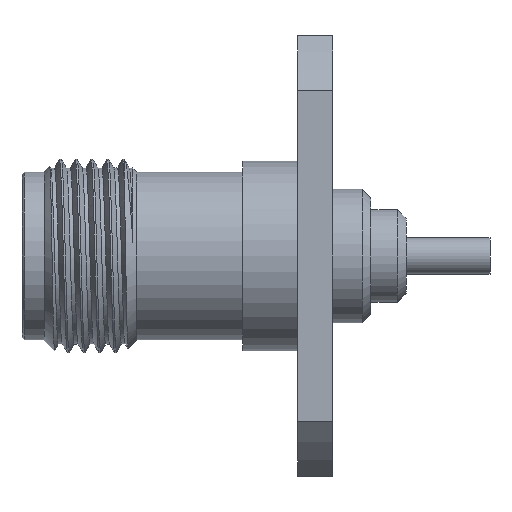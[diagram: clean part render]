
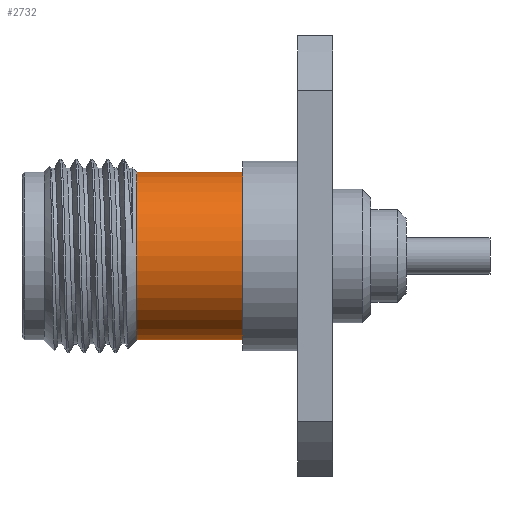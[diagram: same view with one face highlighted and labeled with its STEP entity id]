
A CAD part, front view. The second image highlights one B-rep face of the part: STEP entity #2732.
In plain terms, the highlighted cylindrical face has radius 4.826 mm (diameter 9.652 mm), a partial arc.
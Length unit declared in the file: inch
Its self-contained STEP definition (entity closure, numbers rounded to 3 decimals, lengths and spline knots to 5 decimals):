
#116 = DIRECTION ( 'NONE',  ( -1., 0., 0. ) ) ;
#172 = DIRECTION ( 'NONE',  ( -1., 0., 0. ) ) ;
#211 = FACE_OUTER_BOUND ( 'NONE', #5182, .T. ) ;
#330 = CARTESIAN_POINT ( 'NONE',  ( 0.26, 0., -0.19 ) ) ;
#532 = AXIS2_PLACEMENT_3D ( 'NONE', #3683, #5396, #3210 ) ;
#561 = CARTESIAN_POINT ( 'NONE',  ( 0.50024, 0., -0.19 ) ) ;
#734 = DIRECTION ( 'NONE',  ( 0., 0., 1. ) ) ;
#965 = LINE ( 'NONE', #2633, #1570 ) ;
#1370 = LINE ( 'NONE', #3512, #4940 ) ;
#1557 = CARTESIAN_POINT ( 'NONE',  ( 0.26, 0., 0. ) ) ;
#1570 = VECTOR ( 'NONE', #172, 39.37008 ) ;
#1574 = AXIS2_PLACEMENT_3D ( 'NONE', #5291, #1929, #5217 ) ;
#1619 = CARTESIAN_POINT ( 'NONE',  ( 0.50024, 0., 0.19 ) ) ;
#1666 = CIRCLE ( 'NONE', #532, 0.19 ) ;
#1687 = CIRCLE ( 'NONE', #3884, 0.19 ) ;
#1790 = VERTEX_POINT ( 'NONE', #1619 ) ;
#1929 = DIRECTION ( 'NONE',  ( -1., 0., 0. ) ) ;
#2035 = EDGE_CURVE ( 'NONE', #1790, #4104, #965, .T. ) ;
#2285 = ORIENTED_EDGE ( 'NONE', *, *, #5236, .F. ) ;
#2561 = ORIENTED_EDGE ( 'NONE', *, *, #5333, .F. ) ;
#2633 = CARTESIAN_POINT ( 'NONE',  ( 0.66, 0., 0.19 ) ) ;
#2732 = ADVANCED_FACE ( 'NONE', ( #211 ), #3161, .T. ) ;
#2939 = EDGE_CURVE ( 'NONE', #1790, #3231, #1666, .T. ) ;
#3161 = CYLINDRICAL_SURFACE ( 'NONE', #1574, 0.19 ) ;
#3210 = DIRECTION ( 'NONE',  ( 0., 0., 1. ) ) ;
#3231 = VERTEX_POINT ( 'NONE', #561 ) ;
#3362 = CARTESIAN_POINT ( 'NONE',  ( 0.26, 0., 0.19 ) ) ;
#3468 = ORIENTED_EDGE ( 'NONE', *, *, #2939, .F. ) ;
#3473 = VERTEX_POINT ( 'NONE', #330 ) ;
#3512 = CARTESIAN_POINT ( 'NONE',  ( 0.66, 0., -0.19 ) ) ;
#3590 = DIRECTION ( 'NONE',  ( -1., 0., 0. ) ) ;
#3683 = CARTESIAN_POINT ( 'NONE',  ( 0.50024, 0., 0. ) ) ;
#3884 = AXIS2_PLACEMENT_3D ( 'NONE', #1557, #3590, #734 ) ;
#4104 = VERTEX_POINT ( 'NONE', #3362 ) ;
#4567 = ORIENTED_EDGE ( 'NONE', *, *, #2035, .T. ) ;
#4940 = VECTOR ( 'NONE', #116, 39.37008 ) ;
#5182 = EDGE_LOOP ( 'NONE', ( #2561, #3468, #4567, #2285 ) ) ;
#5217 = DIRECTION ( 'NONE',  ( 0., 0., 1. ) ) ;
#5236 = EDGE_CURVE ( 'NONE', #3473, #4104, #1687, .T. ) ;
#5291 = CARTESIAN_POINT ( 'NONE',  ( 0.66, 0., 0. ) ) ;
#5333 = EDGE_CURVE ( 'NONE', #3231, #3473, #1370, .T. ) ;
#5396 = DIRECTION ( 'NONE',  ( 1., 0., 0. ) ) ;
